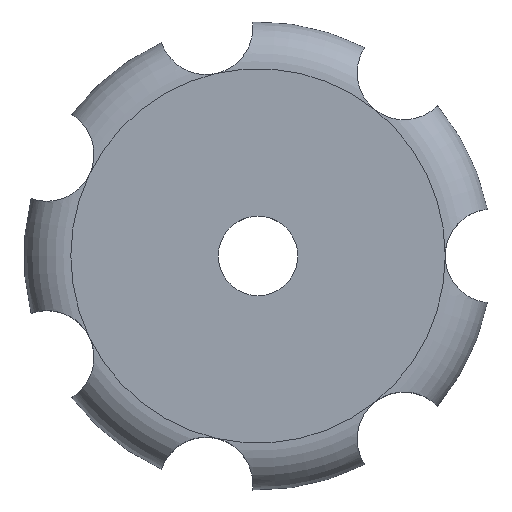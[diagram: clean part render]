
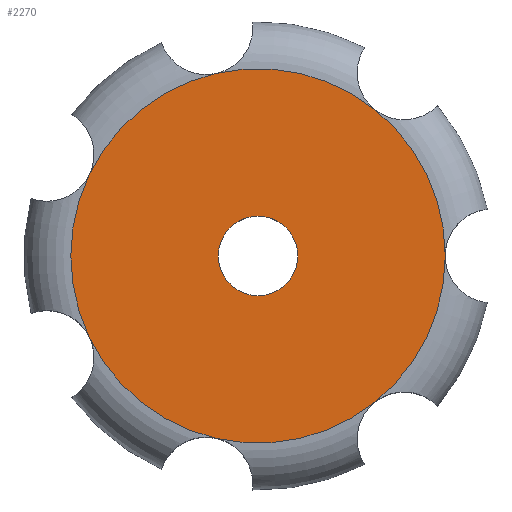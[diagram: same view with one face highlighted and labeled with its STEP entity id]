
A CAD part, top view. The second image highlights one B-rep face of the part: STEP entity #2270.
In plain terms, the highlighted planar face has unit normal (0, 0, 1).
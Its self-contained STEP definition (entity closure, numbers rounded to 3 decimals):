
#100 = TOROIDAL_SURFACE('',#101,8.,2.);
#101 = AXIS2_PLACEMENT_3D('',#102,#103,#104);
#102 = CARTESIAN_POINT('',(0.,0.,3.));
#103 = DIRECTION('',(0.,0.,1.));
#104 = DIRECTION('',(1.,0.,0.));
#668 = VERTEX_POINT('',#669);
#669 = CARTESIAN_POINT('',(4.988,-6.255,5.));
#771 = TOROIDAL_SURFACE('',#772,8.,2.);
#772 = AXIS2_PLACEMENT_3D('',#773,#774,#775);
#773 = CARTESIAN_POINT('',(0.,0.,3.));
#774 = DIRECTION('',(0.,0.,1.));
#775 = DIRECTION('',(1.,0.,0.));
#985 = VERTEX_POINT('',#986);
#986 = CARTESIAN_POINT('',(8.,0.,5.));
#1139 = EDGE_CURVE('',#668,#985,#1140,.T.);
#1140 = SURFACE_CURVE('',#1141,(#1146,#1153),.PCURVE_S1.);
#1141 = CIRCLE('',#1142,8.);
#1142 = AXIS2_PLACEMENT_3D('',#1143,#1144,#1145);
#1143 = CARTESIAN_POINT('',(0.,0.,5.));
#1144 = DIRECTION('',(0.,0.,1.));
#1145 = DIRECTION('',(1.,0.,0.));
#1146 = PCURVE('',#100,#1147);
#1147 = DEFINITIONAL_REPRESENTATION('',(#1148),#1152);
#1148 = LINE('',#1149,#1150);
#1149 = CARTESIAN_POINT('',(0.,1.571));
#1150 = VECTOR('',#1151,1.);
#1151 = DIRECTION('',(1.,0.));
#1152 = ( GEOMETRIC_REPRESENTATION_CONTEXT(2) 
PARAMETRIC_REPRESENTATION_CONTEXT() REPRESENTATION_CONTEXT('2D SPACE',''
  ) );
#1153 = PCURVE('',#1154,#1159);
#1154 = PLANE('',#1155);
#1155 = AXIS2_PLACEMENT_3D('',#1156,#1157,#1158);
#1156 = CARTESIAN_POINT('',(0.,0.,5.));
#1157 = DIRECTION('',(0.,0.,1.));
#1158 = DIRECTION('',(1.,0.,0.));
#1159 = DEFINITIONAL_REPRESENTATION('',(#1160),#1164);
#1160 = CIRCLE('',#1161,8.);
#1161 = AXIS2_PLACEMENT_2D('',#1162,#1163);
#1162 = CARTESIAN_POINT('',(0.,0.));
#1163 = DIRECTION('',(1.,0.));
#1164 = ( GEOMETRIC_REPRESENTATION_CONTEXT(2) 
PARAMETRIC_REPRESENTATION_CONTEXT() REPRESENTATION_CONTEXT('2D SPACE',''
  ) );
#1438 = TOROIDAL_SURFACE('',#1439,8.,2.);
#1439 = AXIS2_PLACEMENT_3D('',#1440,#1441,#1442);
#1440 = CARTESIAN_POINT('',(0.,0.,3.));
#1441 = DIRECTION('',(0.,0.,1.));
#1442 = DIRECTION('',(1.,0.,0.));
#1858 = EDGE_CURVE('',#1859,#668,#1861,.T.);
#1859 = VERTEX_POINT('',#1860);
#1860 = CARTESIAN_POINT('',(-1.78,-7.799,5.));
#1861 = SURFACE_CURVE('',#1862,(#1867,#1874),.PCURVE_S1.);
#1862 = CIRCLE('',#1863,8.);
#1863 = AXIS2_PLACEMENT_3D('',#1864,#1865,#1866);
#1864 = CARTESIAN_POINT('',(0.,0.,5.));
#1865 = DIRECTION('',(0.,0.,1.));
#1866 = DIRECTION('',(1.,0.,0.));
#1867 = PCURVE('',#771,#1868);
#1868 = DEFINITIONAL_REPRESENTATION('',(#1869),#1873);
#1869 = LINE('',#1870,#1871);
#1870 = CARTESIAN_POINT('',(0.,1.571));
#1871 = VECTOR('',#1872,1.);
#1872 = DIRECTION('',(1.,0.));
#1873 = ( GEOMETRIC_REPRESENTATION_CONTEXT(2) 
PARAMETRIC_REPRESENTATION_CONTEXT() REPRESENTATION_CONTEXT('2D SPACE',''
  ) );
#1874 = PCURVE('',#1154,#1875);
#1875 = DEFINITIONAL_REPRESENTATION('',(#1876),#1880);
#1876 = CIRCLE('',#1877,8.);
#1877 = AXIS2_PLACEMENT_2D('',#1878,#1879);
#1878 = CARTESIAN_POINT('',(0.,0.));
#1879 = DIRECTION('',(1.,0.));
#1880 = ( GEOMETRIC_REPRESENTATION_CONTEXT(2) 
PARAMETRIC_REPRESENTATION_CONTEXT() REPRESENTATION_CONTEXT('2D SPACE',''
  ) );
#2270 = ADVANCED_FACE('',(#2271,#2413),#1154,.T.);
#2271 = FACE_BOUND('',#2272,.T.);
#2272 = EDGE_LOOP('',(#2273,#2297,#2326,#2355,#2384,#2411,#2412));
#2273 = ORIENTED_EDGE('',*,*,#2274,.T.);
#2274 = EDGE_CURVE('',#985,#2275,#2277,.T.);
#2275 = VERTEX_POINT('',#2276);
#2276 = CARTESIAN_POINT('',(4.988,6.255,5.));
#2277 = SURFACE_CURVE('',#2278,(#2283,#2290),.PCURVE_S1.);
#2278 = CIRCLE('',#2279,8.);
#2279 = AXIS2_PLACEMENT_3D('',#2280,#2281,#2282);
#2280 = CARTESIAN_POINT('',(0.,0.,5.));
#2281 = DIRECTION('',(0.,0.,1.));
#2282 = DIRECTION('',(1.,0.,0.));
#2283 = PCURVE('',#1154,#2284);
#2284 = DEFINITIONAL_REPRESENTATION('',(#2285),#2289);
#2285 = CIRCLE('',#2286,8.);
#2286 = AXIS2_PLACEMENT_2D('',#2287,#2288);
#2287 = CARTESIAN_POINT('',(0.,0.));
#2288 = DIRECTION('',(1.,0.));
#2289 = ( GEOMETRIC_REPRESENTATION_CONTEXT(2) 
PARAMETRIC_REPRESENTATION_CONTEXT() REPRESENTATION_CONTEXT('2D SPACE',''
  ) );
#2290 = PCURVE('',#1438,#2291);
#2291 = DEFINITIONAL_REPRESENTATION('',(#2292),#2296);
#2292 = LINE('',#2293,#2294);
#2293 = CARTESIAN_POINT('',(0.,1.571));
#2294 = VECTOR('',#2295,1.);
#2295 = DIRECTION('',(1.,0.));
#2296 = ( GEOMETRIC_REPRESENTATION_CONTEXT(2) 
PARAMETRIC_REPRESENTATION_CONTEXT() REPRESENTATION_CONTEXT('2D SPACE',''
  ) );
#2297 = ORIENTED_EDGE('',*,*,#2298,.T.);
#2298 = EDGE_CURVE('',#2275,#2299,#2301,.T.);
#2299 = VERTEX_POINT('',#2300);
#2300 = CARTESIAN_POINT('',(-1.78,7.799,5.));
#2301 = SURFACE_CURVE('',#2302,(#2307,#2314),.PCURVE_S1.);
#2302 = CIRCLE('',#2303,8.);
#2303 = AXIS2_PLACEMENT_3D('',#2304,#2305,#2306);
#2304 = CARTESIAN_POINT('',(0.,0.,5.));
#2305 = DIRECTION('',(0.,0.,1.));
#2306 = DIRECTION('',(1.,0.,0.));
#2307 = PCURVE('',#1154,#2308);
#2308 = DEFINITIONAL_REPRESENTATION('',(#2309),#2313);
#2309 = CIRCLE('',#2310,8.);
#2310 = AXIS2_PLACEMENT_2D('',#2311,#2312);
#2311 = CARTESIAN_POINT('',(0.,0.));
#2312 = DIRECTION('',(1.,0.));
#2313 = ( GEOMETRIC_REPRESENTATION_CONTEXT(2) 
PARAMETRIC_REPRESENTATION_CONTEXT() REPRESENTATION_CONTEXT('2D SPACE',''
  ) );
#2314 = PCURVE('',#2315,#2320);
#2315 = TOROIDAL_SURFACE('',#2316,8.,2.);
#2316 = AXIS2_PLACEMENT_3D('',#2317,#2318,#2319);
#2317 = CARTESIAN_POINT('',(0.,0.,3.));
#2318 = DIRECTION('',(0.,0.,1.));
#2319 = DIRECTION('',(1.,0.,0.));
#2320 = DEFINITIONAL_REPRESENTATION('',(#2321),#2325);
#2321 = LINE('',#2322,#2323);
#2322 = CARTESIAN_POINT('',(0.,1.571));
#2323 = VECTOR('',#2324,1.);
#2324 = DIRECTION('',(1.,0.));
#2325 = ( GEOMETRIC_REPRESENTATION_CONTEXT(2) 
PARAMETRIC_REPRESENTATION_CONTEXT() REPRESENTATION_CONTEXT('2D SPACE',''
  ) );
#2326 = ORIENTED_EDGE('',*,*,#2327,.T.);
#2327 = EDGE_CURVE('',#2299,#2328,#2330,.T.);
#2328 = VERTEX_POINT('',#2329);
#2329 = CARTESIAN_POINT('',(-7.208,3.471,5.));
#2330 = SURFACE_CURVE('',#2331,(#2336,#2343),.PCURVE_S1.);
#2331 = CIRCLE('',#2332,8.);
#2332 = AXIS2_PLACEMENT_3D('',#2333,#2334,#2335);
#2333 = CARTESIAN_POINT('',(0.,0.,5.));
#2334 = DIRECTION('',(0.,0.,1.));
#2335 = DIRECTION('',(1.,0.,0.));
#2336 = PCURVE('',#1154,#2337);
#2337 = DEFINITIONAL_REPRESENTATION('',(#2338),#2342);
#2338 = CIRCLE('',#2339,8.);
#2339 = AXIS2_PLACEMENT_2D('',#2340,#2341);
#2340 = CARTESIAN_POINT('',(0.,0.));
#2341 = DIRECTION('',(1.,0.));
#2342 = ( GEOMETRIC_REPRESENTATION_CONTEXT(2) 
PARAMETRIC_REPRESENTATION_CONTEXT() REPRESENTATION_CONTEXT('2D SPACE',''
  ) );
#2343 = PCURVE('',#2344,#2349);
#2344 = TOROIDAL_SURFACE('',#2345,8.,2.);
#2345 = AXIS2_PLACEMENT_3D('',#2346,#2347,#2348);
#2346 = CARTESIAN_POINT('',(0.,0.,3.));
#2347 = DIRECTION('',(0.,0.,1.));
#2348 = DIRECTION('',(1.,0.,0.));
#2349 = DEFINITIONAL_REPRESENTATION('',(#2350),#2354);
#2350 = LINE('',#2351,#2352);
#2351 = CARTESIAN_POINT('',(0.,1.571));
#2352 = VECTOR('',#2353,1.);
#2353 = DIRECTION('',(1.,0.));
#2354 = ( GEOMETRIC_REPRESENTATION_CONTEXT(2) 
PARAMETRIC_REPRESENTATION_CONTEXT() REPRESENTATION_CONTEXT('2D SPACE',''
  ) );
#2355 = ORIENTED_EDGE('',*,*,#2356,.T.);
#2356 = EDGE_CURVE('',#2328,#2357,#2359,.T.);
#2357 = VERTEX_POINT('',#2358);
#2358 = CARTESIAN_POINT('',(-7.208,-3.471,5.));
#2359 = SURFACE_CURVE('',#2360,(#2365,#2372),.PCURVE_S1.);
#2360 = CIRCLE('',#2361,8.);
#2361 = AXIS2_PLACEMENT_3D('',#2362,#2363,#2364);
#2362 = CARTESIAN_POINT('',(0.,0.,5.));
#2363 = DIRECTION('',(0.,0.,1.));
#2364 = DIRECTION('',(1.,0.,0.));
#2365 = PCURVE('',#1154,#2366);
#2366 = DEFINITIONAL_REPRESENTATION('',(#2367),#2371);
#2367 = CIRCLE('',#2368,8.);
#2368 = AXIS2_PLACEMENT_2D('',#2369,#2370);
#2369 = CARTESIAN_POINT('',(0.,0.));
#2370 = DIRECTION('',(1.,0.));
#2371 = ( GEOMETRIC_REPRESENTATION_CONTEXT(2) 
PARAMETRIC_REPRESENTATION_CONTEXT() REPRESENTATION_CONTEXT('2D SPACE',''
  ) );
#2372 = PCURVE('',#2373,#2378);
#2373 = TOROIDAL_SURFACE('',#2374,8.,2.);
#2374 = AXIS2_PLACEMENT_3D('',#2375,#2376,#2377);
#2375 = CARTESIAN_POINT('',(0.,0.,3.));
#2376 = DIRECTION('',(0.,0.,1.));
#2377 = DIRECTION('',(1.,0.,0.));
#2378 = DEFINITIONAL_REPRESENTATION('',(#2379),#2383);
#2379 = LINE('',#2380,#2381);
#2380 = CARTESIAN_POINT('',(0.,1.571));
#2381 = VECTOR('',#2382,1.);
#2382 = DIRECTION('',(1.,0.));
#2383 = ( GEOMETRIC_REPRESENTATION_CONTEXT(2) 
PARAMETRIC_REPRESENTATION_CONTEXT() REPRESENTATION_CONTEXT('2D SPACE',''
  ) );
#2384 = ORIENTED_EDGE('',*,*,#2385,.T.);
#2385 = EDGE_CURVE('',#2357,#1859,#2386,.T.);
#2386 = SURFACE_CURVE('',#2387,(#2392,#2399),.PCURVE_S1.);
#2387 = CIRCLE('',#2388,8.);
#2388 = AXIS2_PLACEMENT_3D('',#2389,#2390,#2391);
#2389 = CARTESIAN_POINT('',(0.,0.,5.));
#2390 = DIRECTION('',(0.,0.,1.));
#2391 = DIRECTION('',(1.,0.,0.));
#2392 = PCURVE('',#1154,#2393);
#2393 = DEFINITIONAL_REPRESENTATION('',(#2394),#2398);
#2394 = CIRCLE('',#2395,8.);
#2395 = AXIS2_PLACEMENT_2D('',#2396,#2397);
#2396 = CARTESIAN_POINT('',(0.,0.));
#2397 = DIRECTION('',(1.,0.));
#2398 = ( GEOMETRIC_REPRESENTATION_CONTEXT(2) 
PARAMETRIC_REPRESENTATION_CONTEXT() REPRESENTATION_CONTEXT('2D SPACE',''
  ) );
#2399 = PCURVE('',#2400,#2405);
#2400 = TOROIDAL_SURFACE('',#2401,8.,2.);
#2401 = AXIS2_PLACEMENT_3D('',#2402,#2403,#2404);
#2402 = CARTESIAN_POINT('',(0.,0.,3.));
#2403 = DIRECTION('',(0.,0.,1.));
#2404 = DIRECTION('',(1.,0.,0.));
#2405 = DEFINITIONAL_REPRESENTATION('',(#2406),#2410);
#2406 = LINE('',#2407,#2408);
#2407 = CARTESIAN_POINT('',(0.,1.571));
#2408 = VECTOR('',#2409,1.);
#2409 = DIRECTION('',(1.,0.));
#2410 = ( GEOMETRIC_REPRESENTATION_CONTEXT(2) 
PARAMETRIC_REPRESENTATION_CONTEXT() REPRESENTATION_CONTEXT('2D SPACE',''
  ) );
#2411 = ORIENTED_EDGE('',*,*,#1858,.T.);
#2412 = ORIENTED_EDGE('',*,*,#1139,.T.);
#2413 = FACE_BOUND('',#2414,.T.);
#2414 = EDGE_LOOP('',(#2415));
#2415 = ORIENTED_EDGE('',*,*,#2416,.F.);
#2416 = EDGE_CURVE('',#2417,#2417,#2419,.T.);
#2417 = VERTEX_POINT('',#2418);
#2418 = CARTESIAN_POINT('',(1.7,0.,5.));
#2419 = SURFACE_CURVE('',#2420,(#2425,#2432),.PCURVE_S1.);
#2420 = CIRCLE('',#2421,1.7);
#2421 = AXIS2_PLACEMENT_3D('',#2422,#2423,#2424);
#2422 = CARTESIAN_POINT('',(0.,0.,5.));
#2423 = DIRECTION('',(0.,0.,1.));
#2424 = DIRECTION('',(1.,0.,0.));
#2425 = PCURVE('',#1154,#2426);
#2426 = DEFINITIONAL_REPRESENTATION('',(#2427),#2431);
#2427 = CIRCLE('',#2428,1.7);
#2428 = AXIS2_PLACEMENT_2D('',#2429,#2430);
#2429 = CARTESIAN_POINT('',(0.,0.));
#2430 = DIRECTION('',(1.,0.));
#2431 = ( GEOMETRIC_REPRESENTATION_CONTEXT(2) 
PARAMETRIC_REPRESENTATION_CONTEXT() REPRESENTATION_CONTEXT('2D SPACE',''
  ) );
#2432 = PCURVE('',#2433,#2438);
#2433 = CYLINDRICAL_SURFACE('',#2434,1.7);
#2434 = AXIS2_PLACEMENT_3D('',#2435,#2436,#2437);
#2435 = CARTESIAN_POINT('',(0.,0.,0.));
#2436 = DIRECTION('',(0.,0.,1.));
#2437 = DIRECTION('',(1.,0.,0.));
#2438 = DEFINITIONAL_REPRESENTATION('',(#2439),#2443);
#2439 = LINE('',#2440,#2441);
#2440 = CARTESIAN_POINT('',(0.,5.));
#2441 = VECTOR('',#2442,1.);
#2442 = DIRECTION('',(1.,0.));
#2443 = ( GEOMETRIC_REPRESENTATION_CONTEXT(2) 
PARAMETRIC_REPRESENTATION_CONTEXT() REPRESENTATION_CONTEXT('2D SPACE',''
  ) );
